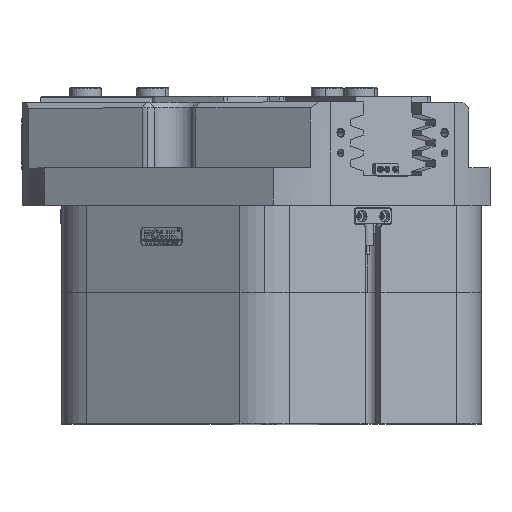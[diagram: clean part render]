
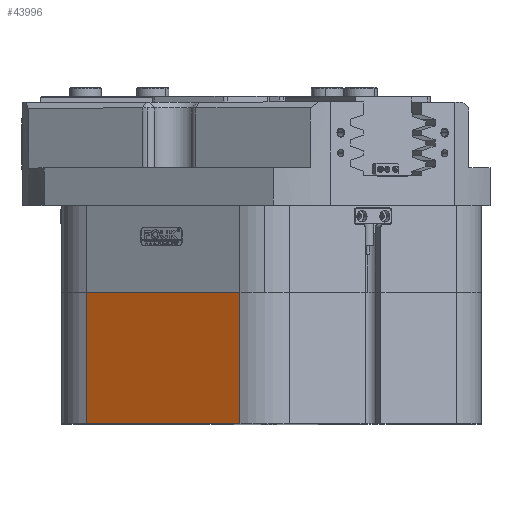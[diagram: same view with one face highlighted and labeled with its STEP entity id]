
A CAD part, top view. The second image highlights one B-rep face of the part: STEP entity #43996.
In plain terms, the highlighted face is planar.
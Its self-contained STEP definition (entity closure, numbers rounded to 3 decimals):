
#1904 = CARTESIAN_POINT ( 'NONE',  ( 20., -9., -155.885 ) ) ;
#2951 = CARTESIAN_POINT ( 'NONE',  ( 290., 0., 0. ) ) ;
#5014 = CARTESIAN_POINT ( 'NONE',  ( 125., -9., -95.263 ) ) ;
#6624 = VECTOR ( 'NONE', #13760, 1000. ) ;
#6636 = VERTEX_POINT ( 'NONE', #22008 ) ;
#7214 = VERTEX_POINT ( 'NONE', #1904 ) ;
#7474 = VECTOR ( 'NONE', #33813, 1000. ) ;
#8452 = DIRECTION ( 'NONE',  ( -0.866, 0., -0.5 ) ) ;
#9123 = EDGE_CURVE ( 'NONE', #7214, #22710, #38357, .T. ) ;
#10616 = DIRECTION ( 'NONE',  ( -0.866, 0., -0.5 ) ) ;
#10959 = DIRECTION ( 'NONE',  ( 0.5, 0., -0.866 ) ) ;
#11159 = CARTESIAN_POINT ( 'NONE',  ( 20., 0., -155.885 ) ) ;
#13760 = DIRECTION ( 'NONE',  ( 0.866, 0., 0.5 ) ) ;
#19404 = CARTESIAN_POINT ( 'NONE',  ( 125., 0., -95.263 ) ) ;
#19619 = ORIENTED_EDGE ( 'NONE', *, *, #9123, .F. ) ;
#22008 = CARTESIAN_POINT ( 'NONE',  ( 125., 81., -95.263 ) ) ;
#22710 = VERTEX_POINT ( 'NONE', #5014 ) ;
#23279 = LINE ( 'NONE', #19404, #47742 ) ;
#23467 = ORIENTED_EDGE ( 'NONE', *, *, #24916, .F. ) ;
#24606 = ORIENTED_EDGE ( 'NONE', *, *, #45554, .T. ) ;
#24916 = EDGE_CURVE ( 'NONE', #6636, #26012, #49270, .T. ) ;
#26012 = VERTEX_POINT ( 'NONE', #44689 ) ;
#26244 = PLANE ( 'NONE',  #35463 ) ;
#26980 = DIRECTION ( 'NONE',  ( 0., -1., 0. ) ) ;
#27884 = LINE ( 'NONE', #11159, #7474 ) ;
#31447 = CARTESIAN_POINT ( 'NONE',  ( 290., 81., 0. ) ) ;
#32654 = EDGE_CURVE ( 'NONE', #6636, #22710, #23279, .T. ) ;
#32903 = CARTESIAN_POINT ( 'NONE',  ( 20., -9., -155.885 ) ) ;
#33813 = DIRECTION ( 'NONE',  ( 0., 1., 0. ) ) ;
#35463 = AXIS2_PLACEMENT_3D ( 'NONE', #2951, #10959, #10616 ) ;
#38357 = LINE ( 'NONE', #32903, #6624 ) ;
#39974 = FACE_OUTER_BOUND ( 'NONE', #47401, .T. ) ;
#40450 = ORIENTED_EDGE ( 'NONE', *, *, #32654, .T. ) ;
#43996 = ADVANCED_FACE ( 'NONE', ( #39974 ), #26244, .T. ) ;
#44689 = CARTESIAN_POINT ( 'NONE',  ( 20., 81., -155.885 ) ) ;
#45554 = EDGE_CURVE ( 'NONE', #7214, #26012, #27884, .T. ) ;
#47401 = EDGE_LOOP ( 'NONE', ( #23467, #40450, #19619, #24606 ) ) ;
#47742 = VECTOR ( 'NONE', #26980, 1000. ) ;
#48101 = VECTOR ( 'NONE', #8452, 1000. ) ;
#49270 = LINE ( 'NONE', #31447, #48101 ) ;
